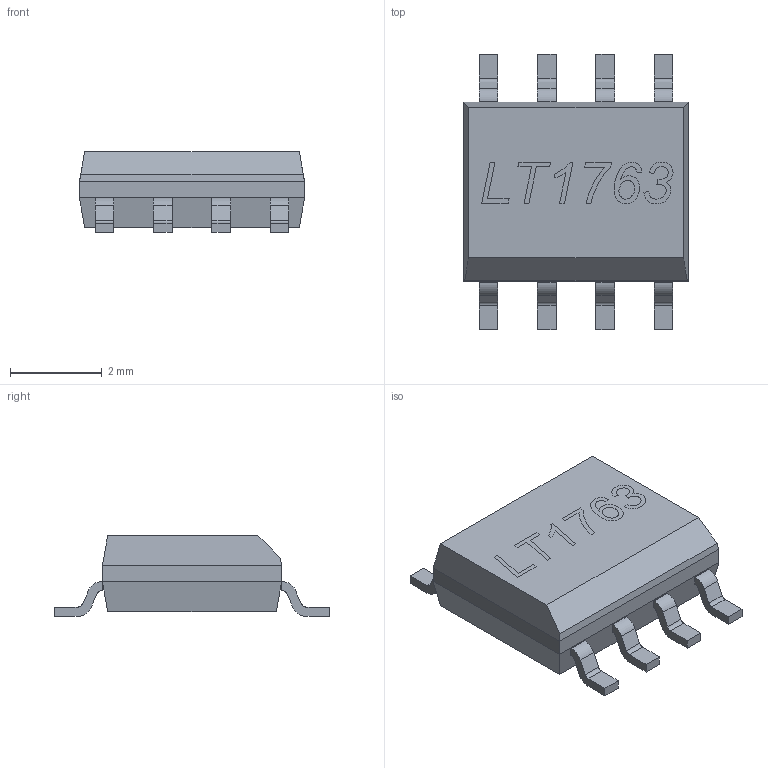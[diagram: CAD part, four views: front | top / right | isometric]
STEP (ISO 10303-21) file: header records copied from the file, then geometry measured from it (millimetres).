
FILE_DESCRIPTION (( 'STEP AP214' ), '1' );
FILE_NAME ('SOIC8P127_490X600X175L83X41.STEP', '2021-09-16T21:53:42', ( '' ), ( '' ), 'SwSTEP 2.0', 'SolidWorks 2021', '' );
FILE_SCHEMA (( 'AUTOMOTIVE_DESIGN' ));
Length unit declared in the file: millimetre
Products named in the file (1): SOIC8P127_490X600X175L83X41
Bounding box: 4.9 x 6 x 1.75 mm (x, y, z)
Volume: 30.7 mm3; surface area: 76.4 mm2
Topology: 9 solids, 9 shells, 134 faces, 382 edges, 273 vertices
Faces by surface type: plane 102, cylinder 32
Entity records: 5054 total; most frequent: CARTESIAN_POINT 1432, ORIENTED_EDGE 764, DIRECTION 631, EDGE_CURVE 382, VERTEX_POINT 273, LINE 233, VECTOR 233, AXIS2_PLACEMENT_3D 199
